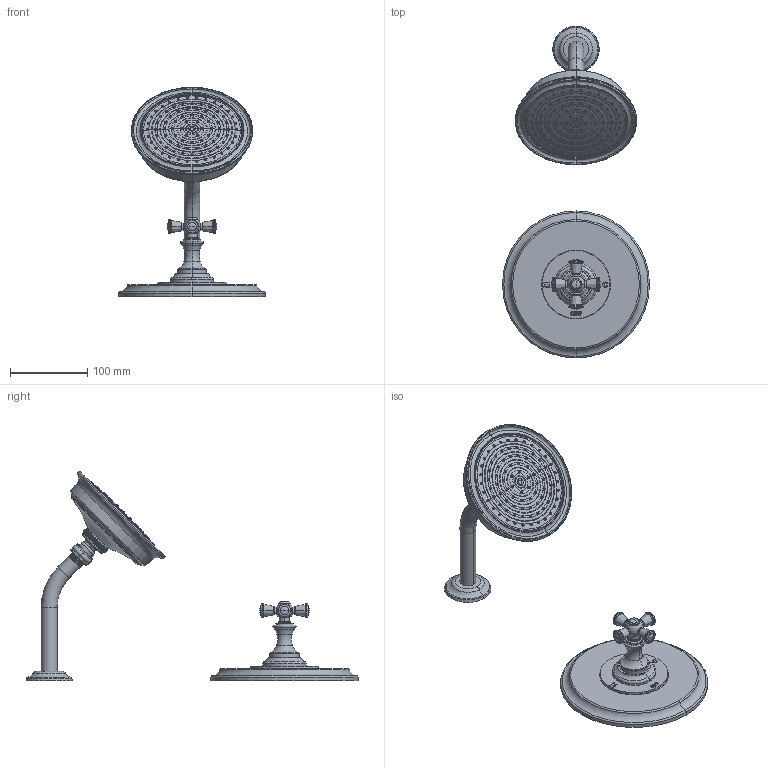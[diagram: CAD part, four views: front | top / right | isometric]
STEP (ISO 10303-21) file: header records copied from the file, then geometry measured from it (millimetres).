
FILE_DESCRIPTION((''),'2;1');
FILE_NAME('3-2444BP','2021-05-28T14:30:48',('jinson.thomas'),(''),'CREO PARAMETRIC BY PTC INC, 2018400','CREO PARAMETRIC BY PTC INC, 2018400','');
FILE_SCHEMA(('CONFIG_CONTROL_DESIGN'));
Products named in the file (1): 3-2444BP
Bounding box: 190.5 x 430.15 x 271.55 mm (x, y, z)
Volume: 1143609.4 mm3; surface area: 150665.5 mm2
Topology: 2 solids, 2 shells, 1286 faces, 3141 edges, 2064 vertices
Faces by surface type: torus 340, plane 272, cylinder 246, cone 192, sphere 116, extrusion 95, bspline 25
Entity records: 58213 total; most frequent: CARTESIAN_POINT 28661, ORIENTED_EDGE 6262, DIRECTION 5862, EDGE_CURVE 3131, AXIS2_PLACEMENT_3D 2463, VERTEX_POINT 2064, EDGE_LOOP 1501, CIRCLE 1297
